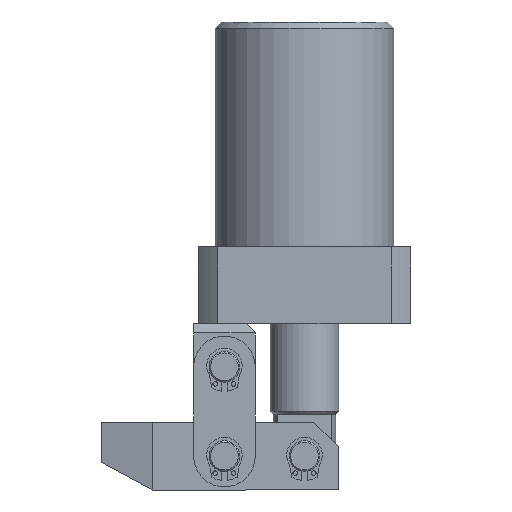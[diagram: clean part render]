
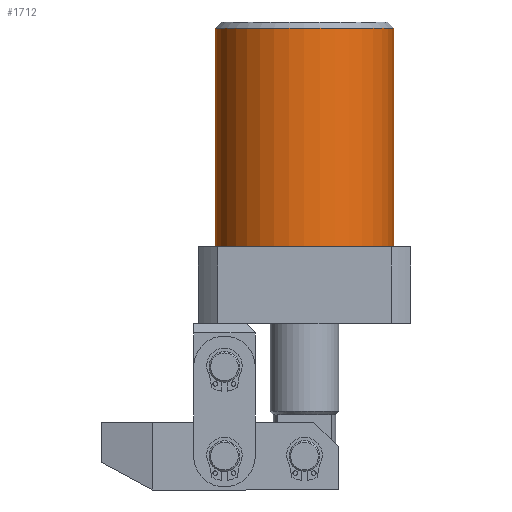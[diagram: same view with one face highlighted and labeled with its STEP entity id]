
A CAD part, front view. The second image highlights one B-rep face of the part: STEP entity #1712.
In plain terms, the highlighted cylindrical face has radius 29 mm (diameter 58 mm), a partial arc.
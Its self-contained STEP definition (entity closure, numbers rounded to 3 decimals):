
#824 = CYLINDRICAL_SURFACE ( 'NONE', #5207, 29. ) ;
#835 = FACE_OUTER_BOUND ( 'NONE', #1165, .T. ) ;
#1165 = EDGE_LOOP ( 'NONE', ( #1530, #1529, #1517, #1518 ) ) ;
#1364 = VERTEX_POINT ( 'NONE', #3771 ) ;
#1368 = VERTEX_POINT ( 'NONE', #3775 ) ;
#1385 = VERTEX_POINT ( 'NONE', #3790 ) ;
#1386 = VERTEX_POINT ( 'NONE', #3791 ) ;
#1517 = ORIENTED_EDGE ( 'NONE', *, *, #4940, .T. ) ;
#1518 = ORIENTED_EDGE ( 'NONE', *, *, #5002, .T. ) ;
#1529 = ORIENTED_EDGE ( 'NONE', *, *, #5011, .T. ) ;
#1530 = ORIENTED_EDGE ( 'NONE', *, *, #4938, .F. ) ;
#1712 = ADVANCED_FACE ( 'NONE', ( #835 ), #824, .T. ) ;
#3247 = CIRCLE ( 'NONE', #4302, 29. ) ;
#3248 = CIRCLE ( 'NONE', #4301, 29. ) ;
#3285 = LINE ( 'NONE', #6888, #3306 ) ;
#3287 = VECTOR ( 'NONE', #6889, 1000. ) ;
#3299 = LINE ( 'NONE', #6884, #3287 ) ;
#3306 = VECTOR ( 'NONE', #6883, 1000. ) ;
#3771 = CARTESIAN_POINT ( 'NONE',  ( -29., 0., 25. ) ) ;
#3775 = CARTESIAN_POINT ( 'NONE',  ( 29., 0., 25. ) ) ;
#3790 = CARTESIAN_POINT ( 'NONE',  ( 29., 0., 96. ) ) ;
#3791 = CARTESIAN_POINT ( 'NONE',  ( -29., 0., 96. ) ) ;
#3861 = DIRECTION ( 'NONE',  ( -1., 0., 0. ) ) ;
#3865 = DIRECTION ( 'NONE',  ( 0., 0., -1. ) ) ;
#3866 = CARTESIAN_POINT ( 'NONE',  ( 0., 0., 98. ) ) ;
#4301 = AXIS2_PLACEMENT_3D ( 'NONE', #7151, #7152, #7153 ) ;
#4302 = AXIS2_PLACEMENT_3D ( 'NONE', #7168, #7169, #7170 ) ;
#4938 = EDGE_CURVE ( 'NONE', #1385, #1368, #3299, .T. ) ;
#4940 = EDGE_CURVE ( 'NONE', #1386, #1364, #3285, .T. ) ;
#5002 = EDGE_CURVE ( 'NONE', #1364, #1368, #3248, .T. ) ;
#5011 = EDGE_CURVE ( 'NONE', #1385, #1386, #3247, .T. ) ;
#5207 = AXIS2_PLACEMENT_3D ( 'NONE', #3866, #3865, #3861 ) ;
#6883 = DIRECTION ( 'NONE',  ( 0., 0., -1. ) ) ;
#6884 = CARTESIAN_POINT ( 'NONE',  ( 29., 0., 98. ) ) ;
#6888 = CARTESIAN_POINT ( 'NONE',  ( -29., 0., 98. ) ) ;
#6889 = DIRECTION ( 'NONE',  ( 0., 0., -1. ) ) ;
#7151 = CARTESIAN_POINT ( 'NONE',  ( 0., 0., 25. ) ) ;
#7152 = DIRECTION ( 'NONE',  ( 0., 0., 1. ) ) ;
#7153 = DIRECTION ( 'NONE',  ( 1., 0., 0. ) ) ;
#7168 = CARTESIAN_POINT ( 'NONE',  ( 0., 0., 96. ) ) ;
#7169 = DIRECTION ( 'NONE',  ( 0., 0., -1. ) ) ;
#7170 = DIRECTION ( 'NONE',  ( 1., 0., 0. ) ) ;
